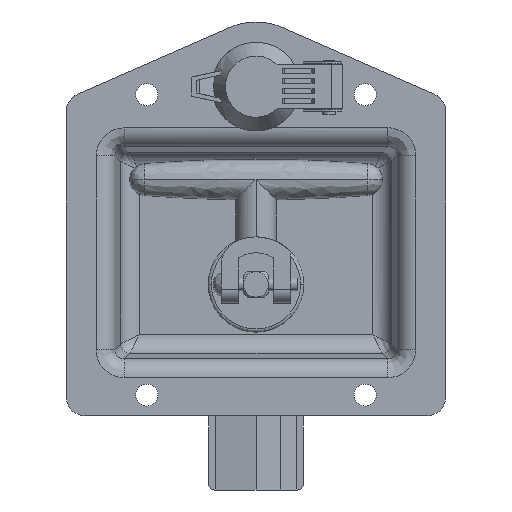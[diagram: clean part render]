
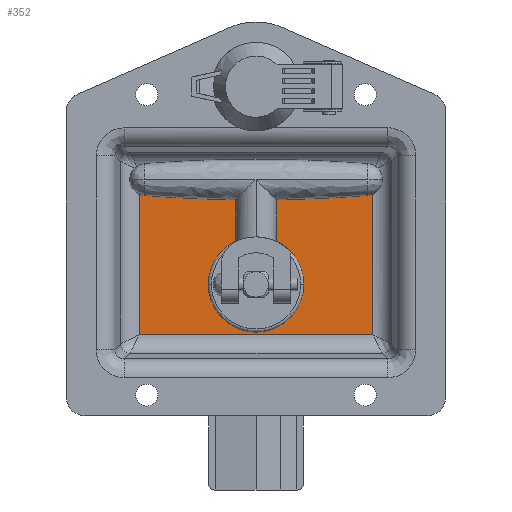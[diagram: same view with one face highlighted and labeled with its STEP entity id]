
A CAD part, front view. The second image highlights one B-rep face of the part: STEP entity #352.
In plain terms, the highlighted planar face has unit normal (0, -1, 0).
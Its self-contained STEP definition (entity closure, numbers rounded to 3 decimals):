
#182=FACE_BOUND('',#1906,.T.);
#183=FACE_BOUND('',#1907,.T.);
#184=FACE_BOUND('',#1908,.T.);
#352=ADVANCED_FACE('',(#1120,#182,#183,#184),#12331,.T.);
#1120=FACE_OUTER_BOUND('',#1905,.T.);
#1905=EDGE_LOOP('',(#3160,#3161,#3162,#3163));
#1906=EDGE_LOOP('',(#3164,#3165));
#1907=EDGE_LOOP('',(#3166,#3167));
#1908=EDGE_LOOP('',(#3168,#3169));
#3160=ORIENTED_EDGE('',*,*,#6673,.F.);
#3161=ORIENTED_EDGE('',*,*,#6674,.F.);
#3162=ORIENTED_EDGE('',*,*,#6675,.F.);
#3163=ORIENTED_EDGE('',*,*,#6676,.F.);
#3164=ORIENTED_EDGE('',*,*,#6768,.F.);
#3165=ORIENTED_EDGE('',*,*,#6772,.F.);
#3166=ORIENTED_EDGE('',*,*,#6681,.F.);
#3167=ORIENTED_EDGE('',*,*,#6678,.F.);
#3168=ORIENTED_EDGE('',*,*,#6671,.T.);
#3169=ORIENTED_EDGE('',*,*,#6668,.T.);
#6668=EDGE_CURVE('',#10988,#10987,#8345,.T.);
#6671=EDGE_CURVE('',#10987,#10988,#8347,.T.);
#6673=EDGE_CURVE('',#10991,#10992,#9693,.T.);
#6674=EDGE_CURVE('',#10993,#10991,#9694,.T.);
#6675=EDGE_CURVE('',#10994,#10993,#9695,.T.);
#6676=EDGE_CURVE('',#10992,#10994,#9696,.T.);
#6678=EDGE_CURVE('',#10996,#10995,#8349,.T.);
#6681=EDGE_CURVE('',#10995,#10996,#8351,.T.);
#6768=EDGE_CURVE('',#10990,#10989,#8369,.T.);
#6772=EDGE_CURVE('',#10989,#10990,#8371,.T.);
#8345=TRIMMED_CURVE($,#8937,(#19798),(#19799),.T.,.CARTESIAN.);
#8347=TRIMMED_CURVE($,#8939,(#19806),(#19807),.T.,.CARTESIAN.);
#8349=TRIMMED_CURVE($,#8941,(#19822),(#19823),.T.,.CARTESIAN.);
#8351=TRIMMED_CURVE($,#8943,(#19830),(#19831),.T.,.CARTESIAN.);
#8369=TRIMMED_CURVE($,#8961,(#20690),(#20691),.T.,.CARTESIAN.);
#8371=TRIMMED_CURVE($,#8963,(#20700),(#20701),.T.,.CARTESIAN.);
#8937=CIRCLE('',#12984,2.55);
#8939=CIRCLE('',#12986,2.55);
#8941=CIRCLE('',#12988,2.55);
#8943=CIRCLE('',#12990,2.55);
#8961=CIRCLE('',#13008,15.1);
#8963=CIRCLE('',#13010,15.1);
#9693=B_SPLINE_CURVE_WITH_KNOTS('',1,(#19811,#19812),.UNSPECIFIED.,.F.,
 .F.,(2,2),(-73.871,0.),.UNSPECIFIED.);
#9694=B_SPLINE_CURVE_WITH_KNOTS('',1,(#19813,#19814),.UNSPECIFIED.,.F.,
 .F.,(2,2),(-51.871,0.),.UNSPECIFIED.);
#9695=B_SPLINE_CURVE_WITH_KNOTS('',1,(#19815,#19816),.UNSPECIFIED.,.F.,
 .F.,(2,2),(-73.871,0.),.UNSPECIFIED.);
#9696=B_SPLINE_CURVE_WITH_KNOTS('',1,(#19817,#19818),.UNSPECIFIED.,.F.,
 .F.,(2,2),(-51.871,0.),.UNSPECIFIED.);
#10987=VERTEX_POINT('',#18809);
#10988=VERTEX_POINT('',#18810);
#10989=VERTEX_POINT('',#18811);
#10990=VERTEX_POINT('',#18812);
#10991=VERTEX_POINT('',#18813);
#10992=VERTEX_POINT('',#18814);
#10993=VERTEX_POINT('',#18815);
#10994=VERTEX_POINT('',#18816);
#10995=VERTEX_POINT('',#18817);
#10996=VERTEX_POINT('',#18818);
#12331=PLANE('',#12829);
#12829=AXIS2_PLACEMENT_3D('',#16861,#14092,$);
#12984=AXIS2_PLACEMENT_3D($,#19797,#14276,#14277);
#12986=AXIS2_PLACEMENT_3D($,#19805,#14280,#14281);
#12988=AXIS2_PLACEMENT_3D($,#19821,#14284,#14285);
#12990=AXIS2_PLACEMENT_3D($,#19829,#14288,#14289);
#13008=AXIS2_PLACEMENT_3D($,#20689,#14324,#14325);
#13010=AXIS2_PLACEMENT_3D($,#20699,#14328,#14329);
#14092=DIRECTION('',(0.,-1.,0.));
#14276=DIRECTION('',(0.,1.,0.));
#14277=DIRECTION('',(-1.,0.,0.));
#14280=DIRECTION('',(0.,1.,0.));
#14281=DIRECTION('',(1.,0.,0.));
#14284=DIRECTION('',(0.,-1.,0.));
#14285=DIRECTION('',(1.,0.,0.));
#14288=DIRECTION('',(0.,-1.,0.));
#14289=DIRECTION('',(-1.,0.,0.));
#14324=DIRECTION('',(0.,-1.,0.));
#14325=DIRECTION('',(-1.,0.,0.));
#14328=DIRECTION('',(0.,-1.,0.));
#14329=DIRECTION('',(1.,0.,0.));
#16861=CARTESIAN_POINT('',(15.677,19.5,-41.877));
#18809=CARTESIAN_POINT('',(33.55,19.5,-50.));
#18810=CARTESIAN_POINT('',(28.45,19.5,-50.));
#18811=CARTESIAN_POINT('',(75.1,19.5,-83.));
#18812=CARTESIAN_POINT('',(44.9,19.5,-83.));
#18813=CARTESIAN_POINT('',(23.065,19.5,-47.065));
#18814=CARTESIAN_POINT('',(96.935,19.5,-47.065));
#18815=CARTESIAN_POINT('',(23.065,19.5,-98.935));
#18816=CARTESIAN_POINT('',(96.935,19.5,-98.935));
#18817=CARTESIAN_POINT('',(86.45,19.5,-50.));
#18818=CARTESIAN_POINT('',(91.55,19.5,-50.));
#19797=CARTESIAN_POINT('',(31.,19.5,-50.));
#19798=CARTESIAN_POINT('',(28.45,19.5,-50.));
#19799=CARTESIAN_POINT('',(33.55,19.5,-50.));
#19805=CARTESIAN_POINT('',(31.,19.5,-50.));
#19806=CARTESIAN_POINT('',(33.55,19.5,-50.));
#19807=CARTESIAN_POINT('',(28.45,19.5,-50.));
#19811=CARTESIAN_POINT('',(23.065,19.5,-47.065));
#19812=CARTESIAN_POINT('',(96.935,19.5,-47.065));
#19813=CARTESIAN_POINT('',(23.065,19.5,-98.935));
#19814=CARTESIAN_POINT('',(23.065,19.5,-47.065));
#19815=CARTESIAN_POINT('',(96.935,19.5,-98.935));
#19816=CARTESIAN_POINT('',(23.065,19.5,-98.935));
#19817=CARTESIAN_POINT('',(96.935,19.5,-47.065));
#19818=CARTESIAN_POINT('',(96.935,19.5,-98.935));
#19821=CARTESIAN_POINT('',(89.,19.5,-50.));
#19822=CARTESIAN_POINT('',(91.55,19.5,-50.));
#19823=CARTESIAN_POINT('',(86.45,19.5,-50.));
#19829=CARTESIAN_POINT('',(89.,19.5,-50.));
#19830=CARTESIAN_POINT('',(86.45,19.5,-50.));
#19831=CARTESIAN_POINT('',(91.55,19.5,-50.));
#20689=CARTESIAN_POINT('',(60.,19.5,-83.));
#20690=CARTESIAN_POINT('',(44.9,19.5,-83.));
#20691=CARTESIAN_POINT('',(75.1,19.5,-83.));
#20699=CARTESIAN_POINT('',(60.,19.5,-83.));
#20700=CARTESIAN_POINT('',(75.1,19.5,-83.));
#20701=CARTESIAN_POINT('',(44.9,19.5,-83.));
